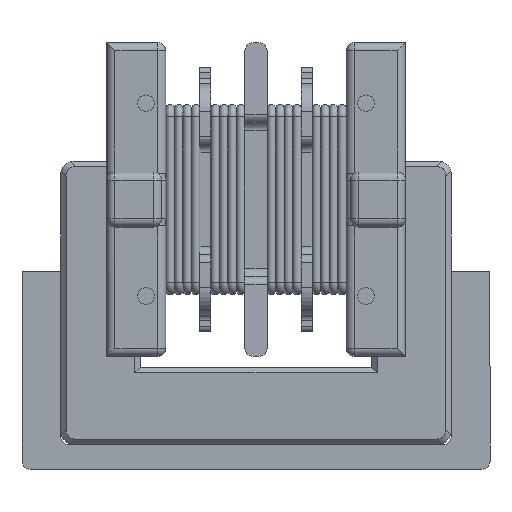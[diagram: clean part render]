
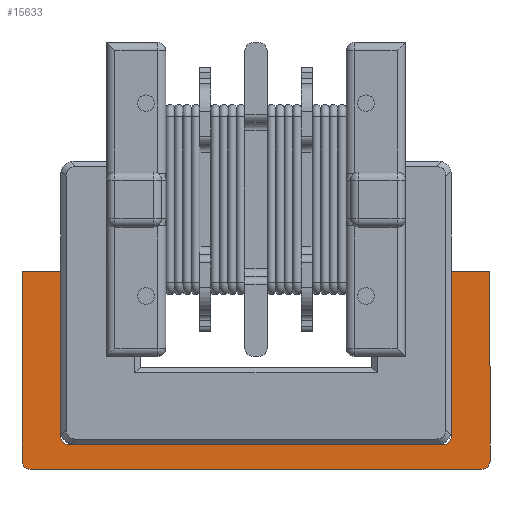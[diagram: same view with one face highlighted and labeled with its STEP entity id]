
A CAD part, front view. The second image highlights one B-rep face of the part: STEP entity #15633.
In plain terms, the highlighted planar face has unit normal (0, -1, 0).
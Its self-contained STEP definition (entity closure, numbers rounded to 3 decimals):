
#507 = DIRECTION ( 'NONE',  ( -1., 0., 0. ) ) ;
#542 = LINE ( 'NONE', #21281, #5582 ) ;
#744 = EDGE_CURVE ( 'NONE', #9682, #16938, #16490, .T. ) ;
#963 = EDGE_LOOP ( 'NONE', ( #5800, #20364, #21195, #14679, #6193, #18905, #1355, #13685, #1447, #6619, #17930, #15102 ) ) ;
#1230 = DIRECTION ( 'NONE',  ( 1., 0., 0. ) ) ;
#1264 = EDGE_CURVE ( 'NONE', #16938, #3346, #1580, .T. ) ;
#1327 = CARTESIAN_POINT ( 'NONE',  ( -20.759, 19.104, -9.8 ) ) ;
#1355 = ORIENTED_EDGE ( 'NONE', *, *, #7131, .T. ) ;
#1447 = ORIENTED_EDGE ( 'NONE', *, *, #4389, .F. ) ;
#1580 = LINE ( 'NONE', #18009, #8749 ) ;
#1946 = DIRECTION ( 'NONE',  ( 0., 0., 1. ) ) ;
#2168 = EDGE_CURVE ( 'NONE', #16827, #15560, #20335, .T. ) ;
#2739 = DIRECTION ( 'NONE',  ( -1., 0., 0. ) ) ;
#2851 = EDGE_CURVE ( 'NONE', #4349, #15560, #17322, .T. ) ;
#3346 = VERTEX_POINT ( 'NONE', #9633 ) ;
#3424 = CARTESIAN_POINT ( 'NONE',  ( -13.659, 19.104, -8.9 ) ) ;
#3880 = DIRECTION ( 'NONE',  ( 0., -1., 0. ) ) ;
#4304 = VERTEX_POINT ( 'NONE', #15405 ) ;
#4349 = VERTEX_POINT ( 'NONE', #10410 ) ;
#4389 = EDGE_CURVE ( 'NONE', #16991, #11100, #20579, .T. ) ;
#4481 = CARTESIAN_POINT ( 'NONE',  ( -13.659, 19.104, -8.6 ) ) ;
#5148 = VECTOR ( 'NONE', #10028, 1000. ) ;
#5238 = CIRCLE ( 'NONE', #16210, 0.3 ) ;
#5295 = CARTESIAN_POINT ( 'NONE',  ( -29.259, 19.104, -2.6 ) ) ;
#5582 = VECTOR ( 'NONE', #21422, 1000. ) ;
#5800 = ORIENTED_EDGE ( 'NONE', *, *, #13859, .F. ) ;
#5813 = DIRECTION ( 'NONE',  ( 0., -1., 0. ) ) ;
#6187 = CARTESIAN_POINT ( 'NONE',  ( -27.559, 19.104, -8.9 ) ) ;
#6193 = ORIENTED_EDGE ( 'NONE', *, *, #744, .T. ) ;
#6619 = ORIENTED_EDGE ( 'NONE', *, *, #14663, .T. ) ;
#7131 = EDGE_CURVE ( 'NONE', #3346, #19921, #16811, .T. ) ;
#7218 = CARTESIAN_POINT ( 'NONE',  ( -27.859, 19.104, -8.6 ) ) ;
#7224 = CIRCLE ( 'NONE', #16946, 0.3 ) ;
#7266 = VERTEX_POINT ( 'NONE', #7218 ) ;
#7509 = AXIS2_PLACEMENT_3D ( 'NONE', #14048, #5813, #10782 ) ;
#7528 = CARTESIAN_POINT ( 'NONE',  ( -13.959, 19.104, -8.9 ) ) ;
#8106 = VECTOR ( 'NONE', #8208, 1000. ) ;
#8208 = DIRECTION ( 'NONE',  ( 0., 0., 1. ) ) ;
#8749 = VECTOR ( 'NONE', #507, 1000. ) ;
#9633 = CARTESIAN_POINT ( 'NONE',  ( -13.659, 19.104, -2.6 ) ) ;
#9682 = VERTEX_POINT ( 'NONE', #17220 ) ;
#9691 = CARTESIAN_POINT ( 'NONE',  ( -27.559, 19.104, -8.6 ) ) ;
#9870 = VECTOR ( 'NONE', #13143, 1000. ) ;
#10028 = DIRECTION ( 'NONE',  ( 0., 0., -1. ) ) ;
#10410 = CARTESIAN_POINT ( 'NONE',  ( -12.559, 19.104, -9.8 ) ) ;
#10782 = DIRECTION ( 'NONE',  ( -1., 0., 0. ) ) ;
#10791 = DIRECTION ( 'NONE',  ( -1., 0., 0. ) ) ;
#10866 = CARTESIAN_POINT ( 'NONE',  ( -28.959, 19.104, -9.8 ) ) ;
#10929 = DIRECTION ( 'NONE',  ( 0., 1., 0. ) ) ;
#10953 = VECTOR ( 'NONE', #1946, 1000. ) ;
#11100 = VERTEX_POINT ( 'NONE', #7528 ) ;
#11490 = DIRECTION ( 'NONE',  ( -1., 0., 0. ) ) ;
#11676 = CARTESIAN_POINT ( 'NONE',  ( -27.859, 19.104, -2.6 ) ) ;
#12039 = CARTESIAN_POINT ( 'NONE',  ( -20.759, 19.104, -8.9 ) ) ;
#12369 = VERTEX_POINT ( 'NONE', #5295 ) ;
#12583 = EDGE_CURVE ( 'NONE', #19921, #11100, #5238, .T. ) ;
#13078 = VECTOR ( 'NONE', #1230, 1000. ) ;
#13143 = DIRECTION ( 'NONE',  ( -1., 0., 0. ) ) ;
#13685 = ORIENTED_EDGE ( 'NONE', *, *, #12583, .T. ) ;
#13859 = EDGE_CURVE ( 'NONE', #16827, #12369, #17660, .T. ) ;
#13985 = CARTESIAN_POINT ( 'NONE',  ( -12.559, 19.104, -9.5 ) ) ;
#14048 = CARTESIAN_POINT ( 'NONE',  ( -28.959, 19.104, -9.5 ) ) ;
#14643 = PLANE ( 'NONE',  #21113 ) ;
#14663 = EDGE_CURVE ( 'NONE', #16991, #7266, #7224, .T. ) ;
#14679 = ORIENTED_EDGE ( 'NONE', *, *, #15457, .T. ) ;
#14949 = CARTESIAN_POINT ( 'NONE',  ( -12.259, 19.104, -2.6 ) ) ;
#15102 = ORIENTED_EDGE ( 'NONE', *, *, #17957, .F. ) ;
#15213 = CARTESIAN_POINT ( 'NONE',  ( -29.259, 19.104, -2.6 ) ) ;
#15236 = VECTOR ( 'NONE', #18796, 1000. ) ;
#15405 = CARTESIAN_POINT ( 'NONE',  ( -27.859, 19.104, -2.6 ) ) ;
#15457 = EDGE_CURVE ( 'NONE', #4349, #9682, #17515, .T. ) ;
#15560 = VERTEX_POINT ( 'NONE', #10866 ) ;
#15633 = ADVANCED_FACE ( 'NONE', ( #16681 ), #14643, .T. ) ;
#15854 = CARTESIAN_POINT ( 'NONE',  ( -13.959, 19.104, -8.6 ) ) ;
#16210 = AXIS2_PLACEMENT_3D ( 'NONE', #15854, #10929, #19324 ) ;
#16411 = CARTESIAN_POINT ( 'NONE',  ( -29.259, 19.104, -9.5 ) ) ;
#16490 = LINE ( 'NONE', #18957, #10953 ) ;
#16499 = DIRECTION ( 'NONE',  ( 0., 1., 0. ) ) ;
#16522 = CARTESIAN_POINT ( 'NONE',  ( -20.759, 19.104, -2.6 ) ) ;
#16681 = FACE_OUTER_BOUND ( 'NONE', #963, .T. ) ;
#16811 = LINE ( 'NONE', #3424, #5148 ) ;
#16827 = VERTEX_POINT ( 'NONE', #16411 ) ;
#16856 = EDGE_CURVE ( 'NONE', #4304, #7266, #542, .T. ) ;
#16938 = VERTEX_POINT ( 'NONE', #14949 ) ;
#16946 = AXIS2_PLACEMENT_3D ( 'NONE', #9691, #16499, #11490 ) ;
#16991 = VERTEX_POINT ( 'NONE', #6187 ) ;
#17220 = CARTESIAN_POINT ( 'NONE',  ( -12.259, 19.104, -9.5 ) ) ;
#17278 = AXIS2_PLACEMENT_3D ( 'NONE', #13985, #3880, #10791 ) ;
#17322 = LINE ( 'NONE', #1327, #9870 ) ;
#17515 = CIRCLE ( 'NONE', #17278, 0.3 ) ;
#17620 = LINE ( 'NONE', #11676, #13078 ) ;
#17660 = LINE ( 'NONE', #15213, #8106 ) ;
#17930 = ORIENTED_EDGE ( 'NONE', *, *, #16856, .F. ) ;
#17957 = EDGE_CURVE ( 'NONE', #12369, #4304, #17620, .T. ) ;
#18009 = CARTESIAN_POINT ( 'NONE',  ( -13.659, 19.104, -2.6 ) ) ;
#18796 = DIRECTION ( 'NONE',  ( 1., 0., 0. ) ) ;
#18905 = ORIENTED_EDGE ( 'NONE', *, *, #1264, .T. ) ;
#18957 = CARTESIAN_POINT ( 'NONE',  ( -12.259, 19.104, -2.6 ) ) ;
#19324 = DIRECTION ( 'NONE',  ( -1., 0., 0. ) ) ;
#19921 = VERTEX_POINT ( 'NONE', #4481 ) ;
#20335 = CIRCLE ( 'NONE', #7509, 0.3 ) ;
#20364 = ORIENTED_EDGE ( 'NONE', *, *, #2168, .T. ) ;
#20579 = LINE ( 'NONE', #12039, #15236 ) ;
#21113 = AXIS2_PLACEMENT_3D ( 'NONE', #16522, #21335, #2739 ) ;
#21195 = ORIENTED_EDGE ( 'NONE', *, *, #2851, .F. ) ;
#21281 = CARTESIAN_POINT ( 'NONE',  ( -27.859, 19.104, -8.9 ) ) ;
#21335 = DIRECTION ( 'NONE',  ( 0., -1., 0. ) ) ;
#21422 = DIRECTION ( 'NONE',  ( 0., 0., -1. ) ) ;
